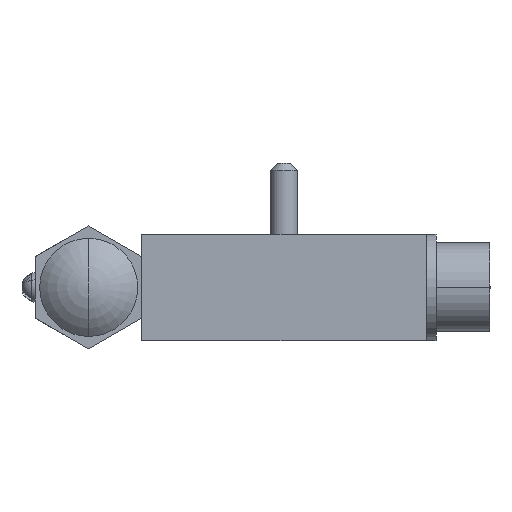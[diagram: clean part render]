
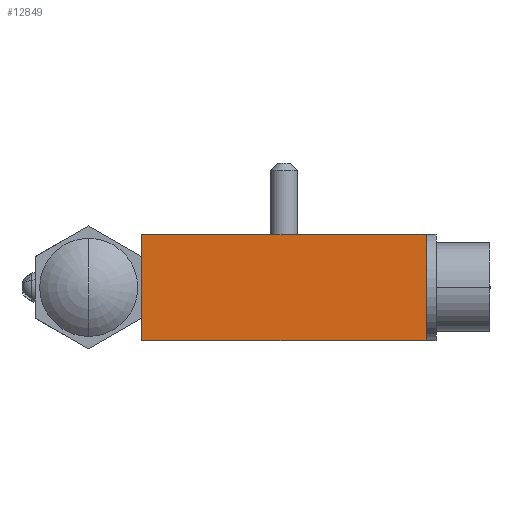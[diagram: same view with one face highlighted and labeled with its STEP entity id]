
A CAD part, left-side view. The second image highlights one B-rep face of the part: STEP entity #12849.
In plain terms, the highlighted planar face has unit normal (-1, 0, 0).
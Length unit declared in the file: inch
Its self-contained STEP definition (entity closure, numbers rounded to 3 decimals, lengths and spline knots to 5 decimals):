
#914 = VECTOR ( 'NONE', #5088, 39.37008 ) ;
#1055 = ORIENTED_EDGE ( 'NONE', *, *, #8547, .F. ) ;
#1578 = AXIS2_PLACEMENT_3D ( 'NONE', #6208, #16591, #7749 ) ;
#1874 = LINE ( 'NONE', #11987, #5064 ) ;
#2085 = LINE ( 'NONE', #2750, #13708 ) ;
#2400 = EDGE_CURVE ( 'NONE', #16015, #4571, #13014, .T. ) ;
#2403 = ORIENTED_EDGE ( 'NONE', *, *, #13199, .T. ) ;
#2750 = CARTESIAN_POINT ( 'NONE',  ( -7.75, -0.5, 0.1875 ) ) ;
#3358 = CARTESIAN_POINT ( 'NONE',  ( -7.75, -0.5, 0.1875 ) ) ;
#4318 = LINE ( 'NONE', #10383, #11439 ) ;
#4571 = VERTEX_POINT ( 'NONE', #10250 ) ;
#4982 = CARTESIAN_POINT ( 'NONE',  ( -7.75, -0.5, -0.1875 ) ) ;
#5064 = VECTOR ( 'NONE', #12079, 39.37008 ) ;
#5071 = VERTEX_POINT ( 'NONE', #3358 ) ;
#5088 = DIRECTION ( 'NONE',  ( 0., -1., 0. ) ) ;
#5287 = CARTESIAN_POINT ( 'NONE',  ( -7.75, 0.5, -0.1875 ) ) ;
#5565 = ORIENTED_EDGE ( 'NONE', *, *, #2400, .T. ) ;
#6208 = CARTESIAN_POINT ( 'NONE',  ( -7.75, -0.5, 0.1875 ) ) ;
#7749 = DIRECTION ( 'NONE',  ( 0., 0., -1. ) ) ;
#8547 = EDGE_CURVE ( 'NONE', #13993, #5071, #1874, .T. ) ;
#8917 = DIRECTION ( 'NONE',  ( 0., 0., -1. ) ) ;
#9216 = PLANE ( 'NONE',  #1578 ) ;
#10250 = CARTESIAN_POINT ( 'NONE',  ( -7.75, -0.5, -0.1875 ) ) ;
#10383 = CARTESIAN_POINT ( 'NONE',  ( -7.75, 0.5, 0.1875 ) ) ;
#10634 = CARTESIAN_POINT ( 'NONE',  ( -7.75, 0.5, 0.1875 ) ) ;
#11439 = VECTOR ( 'NONE', #19110, 39.37008 ) ;
#11987 = CARTESIAN_POINT ( 'NONE',  ( -7.75, -0.5, 0.1875 ) ) ;
#12079 = DIRECTION ( 'NONE',  ( 0., -1., 0. ) ) ;
#12849 = ADVANCED_FACE ( 'NONE', ( #17401 ), #9216, .F. ) ;
#13014 = LINE ( 'NONE', #4982, #914 ) ;
#13199 = EDGE_CURVE ( 'NONE', #13993, #16015, #4318, .T. ) ;
#13708 = VECTOR ( 'NONE', #8917, 39.37008 ) ;
#13993 = VERTEX_POINT ( 'NONE', #10634 ) ;
#16015 = VERTEX_POINT ( 'NONE', #5287 ) ;
#16591 = DIRECTION ( 'NONE',  ( 1., 0., 0. ) ) ;
#16649 = EDGE_LOOP ( 'NONE', ( #5565, #18936, #1055, #2403 ) ) ;
#17128 = EDGE_CURVE ( 'NONE', #5071, #4571, #2085, .T. ) ;
#17401 = FACE_OUTER_BOUND ( 'NONE', #16649, .T. ) ;
#18936 = ORIENTED_EDGE ( 'NONE', *, *, #17128, .F. ) ;
#19110 = DIRECTION ( 'NONE',  ( 0., 0., -1. ) ) ;
